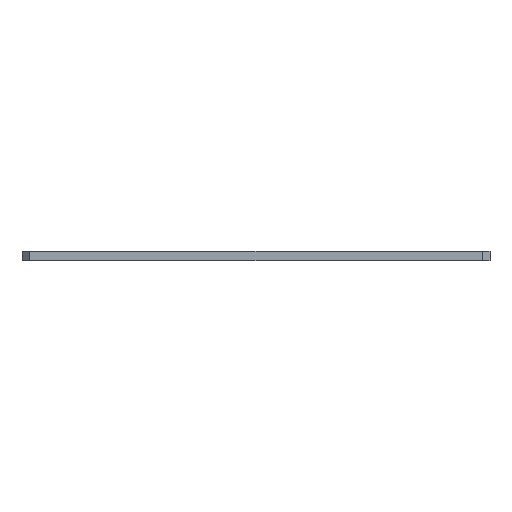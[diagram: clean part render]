
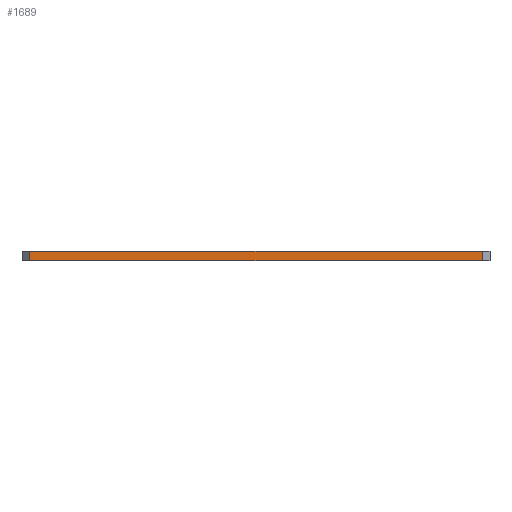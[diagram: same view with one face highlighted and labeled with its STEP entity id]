
A CAD part, front view. The second image highlights one B-rep face of the part: STEP entity #1689.
In plain terms, the highlighted planar face has unit normal (0, -1, 0).
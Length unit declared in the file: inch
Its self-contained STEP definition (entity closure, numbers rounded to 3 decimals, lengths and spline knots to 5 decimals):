
#308=FACE_OUTER_BOUND('',#469,.T.);
#469=EDGE_LOOP('',(#1467,#1468,#1469,#1470));
#543=LINE('',#2554,#666);
#564=LINE('',#2719,#687);
#603=LINE('',#2863,#726);
#604=LINE('',#2864,#727);
#666=VECTOR('',#2030,5.65512);
#687=VECTOR('',#2177,5.65512);
#726=VECTOR('',#2348,0.125);
#727=VECTOR('',#2349,0.125);
#790=VERTEX_POINT('',#2551);
#791=VERTEX_POINT('',#2553);
#871=VERTEX_POINT('',#2716);
#872=VERTEX_POINT('',#2718);
#960=EDGE_CURVE('',#791,#790,#543,.T.);
#1043=EDGE_CURVE('',#871,#872,#564,.T.);
#1121=EDGE_CURVE('',#871,#791,#603,.T.);
#1122=EDGE_CURVE('',#790,#872,#604,.T.);
#1467=ORIENTED_EDGE('',*,*,#1043,.F.);
#1468=ORIENTED_EDGE('',*,*,#1121,.T.);
#1469=ORIENTED_EDGE('',*,*,#960,.T.);
#1470=ORIENTED_EDGE('',*,*,#1122,.T.);
#1642=PLANE('',#1898);
#1689=ADVANCED_FACE('',(#308),#1642,.T.);
#1898=AXIS2_PLACEMENT_3D('',#2862,#2346,#2347);
#2030=DIRECTION('',(1.,0.,0.));
#2177=DIRECTION('',(1.,0.,0.));
#2346=DIRECTION('center_axis',(0.,-1.,0.));
#2347=DIRECTION('ref_axis',(0.,0.,-1.));
#2348=DIRECTION('',(0.,0.,-1.));
#2349=DIRECTION('',(0.,0.,1.));
#2551=CARTESIAN_POINT('',(4.29786,-14.06666,-0.125));
#2553=CARTESIAN_POINT('',(-1.35725,-14.06666,-0.125));
#2554=CARTESIAN_POINT('',(-1.35725,-14.06666,-0.125));
#2716=CARTESIAN_POINT('',(-1.35725,-14.06666,0.));
#2718=CARTESIAN_POINT('',(4.29786,-14.06666,0.));
#2719=CARTESIAN_POINT('',(-1.35725,-14.06666,0.));
#2862=CARTESIAN_POINT('Origin',(-1.45725,-14.06666,-0.125));
#2863=CARTESIAN_POINT('',(-1.35725,-14.06666,0.));
#2864=CARTESIAN_POINT('',(4.29786,-14.06666,-0.125));
